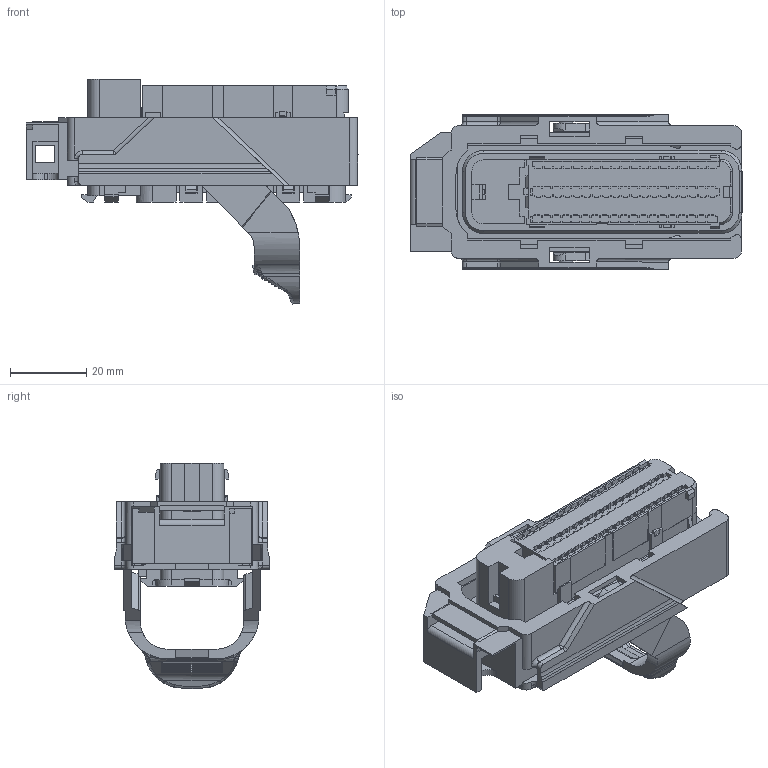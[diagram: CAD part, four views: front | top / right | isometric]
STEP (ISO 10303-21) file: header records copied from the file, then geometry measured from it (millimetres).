
FILE_DESCRIPTION(/* description */ (''),/* implementation_level */ '2;1');
FILE_NAME(/* name */ '33124884-ENV10_01-CONN.stp',/* time_stamp */ '2023-06-19T14:36:47+08:00',/* author */ (''),/* organization */ (''),/* preprocessor_version */ 'ST-DEVELOPER v16',/* originating_system */ 'SIEMENS PLM Software NX 11.0',/* authorisation */ '');
FILE_SCHEMA (('AUTOMOTIVE_DESIGN { 1 0 10303 214 3 1 1 1 }'));
Length unit declared in the file: millimetre
Products named in the file (1): 33124884-ENV10_01-CONN
Bounding box: 87.23 x 40.7 x 59.14 mm (x, y, z)
Volume: 56635.3 mm3; surface area: 32845 mm2
Topology: 1 solids, 3 shells, 1842 faces, 5321 edges, 3473 vertices
Faces by surface type: plane 1645, cylinder 130, bspline 28, cone 18, sphere 14, torus 6, extrusion 1
Full cylindrical faces by diameter (mm): 3.6 x2
Entity records: 59585 total; most frequent: CARTESIAN_POINT 11269, ORIENTED_EDGE 10578, DIRECTION 9195, EDGE_CURVE 5289, VECTOR 4855, LINE 4854, VERTEX_POINT 3459, AXIS2_PLACEMENT_3D 2170
